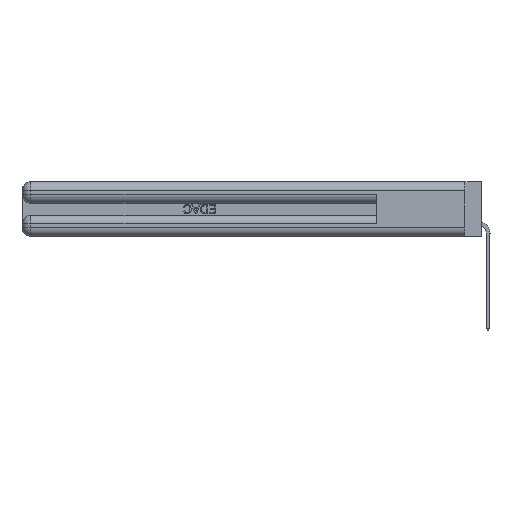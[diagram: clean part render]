
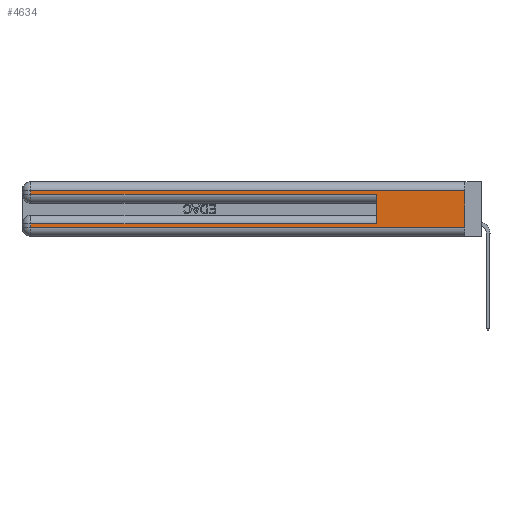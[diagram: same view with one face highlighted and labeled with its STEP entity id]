
A CAD part, left-side view. The second image highlights one B-rep face of the part: STEP entity #4634.
In plain terms, the highlighted planar face has unit normal (-1, 0, 0).
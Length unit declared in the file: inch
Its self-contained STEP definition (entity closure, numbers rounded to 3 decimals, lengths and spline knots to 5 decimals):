
#1303 = EDGE_CURVE ( 'NONE', #17900, #28754, #13021, .T. ) ;
#1528 = CARTESIAN_POINT ( 'NONE',  ( 0., 0., 0.085 ) ) ;
#1581 = CARTESIAN_POINT ( 'NONE',  ( 0., 0., 0.31 ) ) ;
#2637 = CARTESIAN_POINT ( 'NONE',  ( 0., 2.94, 0.31 ) ) ;
#2850 = DIRECTION ( 'NONE',  ( 0., -1., 0. ) ) ;
#2985 = LINE ( 'NONE', #24339, #12274 ) ;
#4634 = ADVANCED_FACE ( 'NONE', ( #38096 ), #11859, .F. ) ;
#4652 = VERTEX_POINT ( 'NONE', #1581 ) ;
#5125 = EDGE_CURVE ( 'NONE', #30565, #17900, #32960, .T. ) ;
#6679 = ORIENTED_EDGE ( 'NONE', *, *, #1303, .T. ) ;
#7615 = CARTESIAN_POINT ( 'NONE',  ( 0., 0.6, 0.085 ) ) ;
#7769 = DIRECTION ( 'NONE',  ( 0., 1., 0. ) ) ;
#7890 = CARTESIAN_POINT ( 'NONE',  ( 0., 2.94, 0.285 ) ) ;
#8181 = LINE ( 'NONE', #29824, #29836 ) ;
#8670 = ORIENTED_EDGE ( 'NONE', *, *, #12356, .F. ) ;
#8772 = VECTOR ( 'NONE', #37861, 39.37008 ) ;
#9870 = EDGE_CURVE ( 'NONE', #4652, #25998, #31000, .T. ) ;
#11699 = CARTESIAN_POINT ( 'NONE',  ( 0., 0., 0.06 ) ) ;
#11718 = CARTESIAN_POINT ( 'NONE',  ( 0., 0., 0.06 ) ) ;
#11859 = PLANE ( 'NONE',  #20917 ) ;
#12010 = VECTOR ( 'NONE', #26223, 39.37008 ) ;
#12274 = VECTOR ( 'NONE', #27142, 39.37008 ) ;
#12356 = EDGE_CURVE ( 'NONE', #30565, #33586, #2985, .T. ) ;
#12400 = DIRECTION ( 'NONE',  ( 0., 0., -1. ) ) ;
#13021 = LINE ( 'NONE', #14984, #16743 ) ;
#13407 = LINE ( 'NONE', #11718, #8772 ) ;
#14432 = ORIENTED_EDGE ( 'NONE', *, *, #27726, .T. ) ;
#14504 = DIRECTION ( 'NONE',  ( 0., 0., -1. ) ) ;
#14984 = CARTESIAN_POINT ( 'NONE',  ( 0., 2.94, 0.37 ) ) ;
#15283 = VECTOR ( 'NONE', #31926, 39.37008 ) ;
#15379 = ORIENTED_EDGE ( 'NONE', *, *, #26060, .T. ) ;
#16743 = VECTOR ( 'NONE', #14504, 39.37008 ) ;
#17900 = VERTEX_POINT ( 'NONE', #27617 ) ;
#18700 = LINE ( 'NONE', #33034, #28845 ) ;
#19372 = EDGE_LOOP ( 'NONE', ( #32958, #28733, #30615, #14432, #8670, #27292, #6679, #15379 ) ) ;
#19978 = CARTESIAN_POINT ( 'NONE',  ( 0., 2.94, 0.06 ) ) ;
#20235 = VERTEX_POINT ( 'NONE', #11699 ) ;
#20917 = AXIS2_PLACEMENT_3D ( 'NONE', #24725, #27656, #22156 ) ;
#22156 = DIRECTION ( 'NONE',  ( 0., 0., -1. ) ) ;
#23018 = CARTESIAN_POINT ( 'NONE',  ( 0., 0., 0.31 ) ) ;
#24339 = CARTESIAN_POINT ( 'NONE',  ( 0., 0.6, 0.145 ) ) ;
#24704 = VERTEX_POINT ( 'NONE', #7890 ) ;
#24725 = CARTESIAN_POINT ( 'NONE',  ( 0., 0., 0.37 ) ) ;
#25998 = VERTEX_POINT ( 'NONE', #2637 ) ;
#26060 = EDGE_CURVE ( 'NONE', #28754, #20235, #13407, .T. ) ;
#26223 = DIRECTION ( 'NONE',  ( 0., 0., -1. ) ) ;
#27142 = DIRECTION ( 'NONE',  ( 0., 0., 1. ) ) ;
#27292 = ORIENTED_EDGE ( 'NONE', *, *, #5125, .T. ) ;
#27617 = CARTESIAN_POINT ( 'NONE',  ( 0., 2.94, 0.085 ) ) ;
#27656 = DIRECTION ( 'NONE',  ( 1., 0., 0. ) ) ;
#27726 = EDGE_CURVE ( 'NONE', #24704, #33586, #8181, .T. ) ;
#28733 = ORIENTED_EDGE ( 'NONE', *, *, #9870, .T. ) ;
#28754 = VERTEX_POINT ( 'NONE', #19978 ) ;
#28825 = CARTESIAN_POINT ( 'NONE',  ( 0., 2.94, 0.37 ) ) ;
#28845 = VECTOR ( 'NONE', #12400, 39.37008 ) ;
#29824 = CARTESIAN_POINT ( 'NONE',  ( 0., 0., 0.285 ) ) ;
#29836 = VECTOR ( 'NONE', #2850, 39.37008 ) ;
#30565 = VERTEX_POINT ( 'NONE', #7615 ) ;
#30593 = CARTESIAN_POINT ( 'NONE',  ( 0., 0.6, 0.285 ) ) ;
#30615 = ORIENTED_EDGE ( 'NONE', *, *, #37787, .T. ) ;
#31000 = LINE ( 'NONE', #23018, #15283 ) ;
#31926 = DIRECTION ( 'NONE',  ( 0., 1., 0. ) ) ;
#32958 = ORIENTED_EDGE ( 'NONE', *, *, #35362, .F. ) ;
#32960 = LINE ( 'NONE', #1528, #38021 ) ;
#33034 = CARTESIAN_POINT ( 'NONE',  ( 0., 0., 0.37 ) ) ;
#33586 = VERTEX_POINT ( 'NONE', #30593 ) ;
#35362 = EDGE_CURVE ( 'NONE', #4652, #20235, #18700, .T. ) ;
#35979 = LINE ( 'NONE', #28825, #12010 ) ;
#37787 = EDGE_CURVE ( 'NONE', #25998, #24704, #35979, .T. ) ;
#37861 = DIRECTION ( 'NONE',  ( 0., -1., 0. ) ) ;
#38021 = VECTOR ( 'NONE', #7769, 39.37008 ) ;
#38096 = FACE_OUTER_BOUND ( 'NONE', #19372, .T. ) ;
